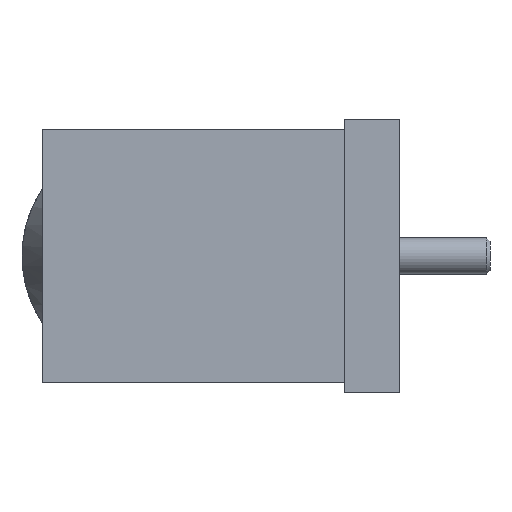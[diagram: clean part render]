
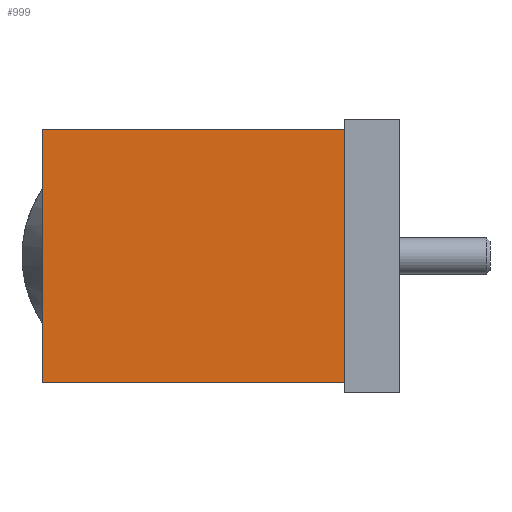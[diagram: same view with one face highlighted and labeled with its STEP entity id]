
A CAD part, left-side view. The second image highlights one B-rep face of the part: STEP entity #999.
In plain terms, the highlighted planar face has unit normal (-1, 0, 0).
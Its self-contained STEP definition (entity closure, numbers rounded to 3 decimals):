
#137=VECTOR('',#1111,1.);
#155=VECTOR('',#1135,1.);
#175=VECTOR('',#1159,1.);
#178=VECTOR('',#1163,1.);
#234=LINE('',#1325,#137);
#252=LINE('',#1362,#155);
#272=LINE('',#1406,#175);
#275=LINE('',#1410,#178);
#333=VERTEX_POINT('',#1324);
#334=VERTEX_POINT('',#1326);
#347=VERTEX_POINT('',#1363);
#348=VERTEX_POINT('',#1364);
#441=EDGE_CURVE('',#334,#333,#234,.F.);
#459=EDGE_CURVE('',#347,#348,#252,.F.);
#480=EDGE_CURVE('',#334,#347,#272,.F.);
#483=EDGE_CURVE('',#333,#348,#275,.F.);
#634=ORIENTED_EDGE('',*,*,#483,.T.);
#635=ORIENTED_EDGE('',*,*,#459,.F.);
#636=ORIENTED_EDGE('',*,*,#480,.F.);
#637=ORIENTED_EDGE('',*,*,#441,.T.);
#838=EDGE_LOOP('',(#634,#635,#636,#637));
#922=FACE_BOUND('',#838,.T.);
#999=ADVANCED_FACE('',(#922),#1061,.F.);
#1061=PLANE('',#1760);
#1111=DIRECTION('',(0.,0.,1.));
#1135=DIRECTION('',(0.,0.,1.));
#1159=DIRECTION('',(0.,1.,0.));
#1163=DIRECTION('',(0.,1.,0.));
#1167=DIRECTION('',(1.,0.,0.));
#1324=CARTESIAN_POINT('',(-14.,29.5,-10.5));
#1325=CARTESIAN_POINT('',(-14.,29.5,10.5));
#1326=CARTESIAN_POINT('',(-14.,29.5,10.5));
#1362=CARTESIAN_POINT('',(-14.,4.5,10.875));
#1363=CARTESIAN_POINT('',(-14.,4.5,10.5));
#1364=CARTESIAN_POINT('',(-14.,4.5,-10.5));
#1406=CARTESIAN_POINT('',(-14.,14.75,10.5));
#1410=CARTESIAN_POINT('',(-14.,14.75,-10.5));
#1413=CARTESIAN_POINT('',(-14.,29.5,10.5));
#1760=AXIS2_PLACEMENT_3D('',#1413,#1167,$);
